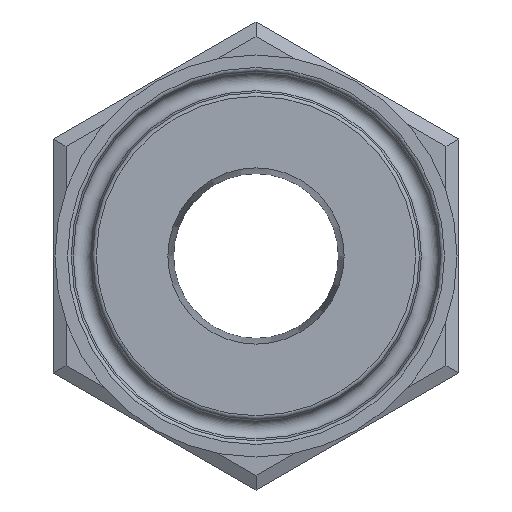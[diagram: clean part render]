
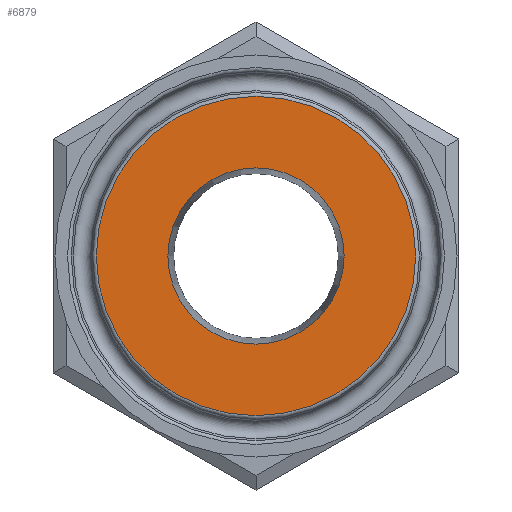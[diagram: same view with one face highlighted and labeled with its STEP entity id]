
A CAD part, left-side view. The second image highlights one B-rep face of the part: STEP entity #6879.
In plain terms, the highlighted planar face has unit normal (-1, 0, 0).
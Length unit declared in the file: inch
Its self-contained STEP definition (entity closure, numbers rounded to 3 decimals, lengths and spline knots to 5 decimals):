
#120=FACE_BOUND('',#1278,.T.);
#121=FACE_BOUND('',#1279,.T.);
#311=PLANE('',#7328);
#1278=EDGE_LOOP('',(#6422));
#1279=EDGE_LOOP('',(#6423));
#1461=CIRCLE('',#7326,0.78791);
#1463=CIRCLE('',#7329,0.435);
#3413=VERTEX_POINT('',#14705);
#3415=VERTEX_POINT('',#14710);
#4419=EDGE_CURVE('',#3413,#3413,#1461,.T.);
#4421=EDGE_CURVE('',#3415,#3415,#1463,.T.);
#6422=ORIENTED_EDGE('',*,*,#4421,.T.);
#6423=ORIENTED_EDGE('',*,*,#4419,.F.);
#6879=ADVANCED_FACE('',(#120,#121),#311,.T.);
#7326=AXIS2_PLACEMENT_3D('',#14706,#8700,#8701);
#7328=AXIS2_PLACEMENT_3D('',#14709,#8704,#8705);
#7329=AXIS2_PLACEMENT_3D('',#14711,#8706,#8707);
#8700=DIRECTION('center_axis',(1.,0.,0.));
#8701=DIRECTION('ref_axis',(0.,-1.,0.));
#8704=DIRECTION('center_axis',(-1.,0.,0.));
#8705=DIRECTION('ref_axis',(0.,0.,1.));
#8706=DIRECTION('center_axis',(1.,0.,0.));
#8707=DIRECTION('ref_axis',(0.,1.,0.));
#14705=CARTESIAN_POINT('',(0.,0.78791,0.));
#14706=CARTESIAN_POINT('Origin',(0.,0.,
0.));
#14709=CARTESIAN_POINT('Origin',(0.,0.61807,
0.));
#14710=CARTESIAN_POINT('',(0.,0.435,0.));
#14711=CARTESIAN_POINT('Origin',(0.,0.,
0.));
